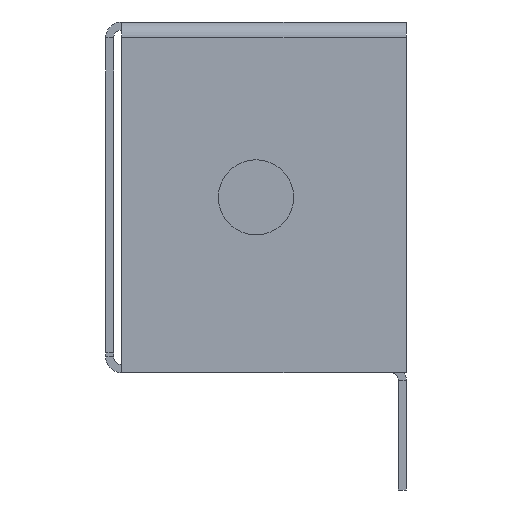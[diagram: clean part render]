
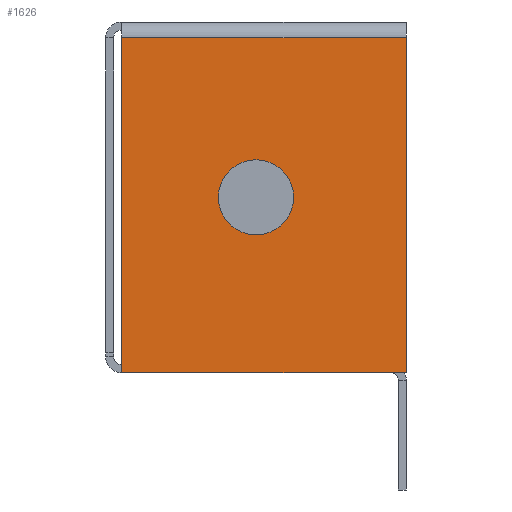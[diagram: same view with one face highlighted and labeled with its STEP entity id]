
A CAD part, left-side view. The second image highlights one B-rep face of the part: STEP entity #1626.
In plain terms, the highlighted planar face has unit normal (-1, 0, 0).
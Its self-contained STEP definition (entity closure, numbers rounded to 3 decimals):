
#40=PLANE('',#1747);
#139=LINE('',#2521,#283);
#144=LINE('',#2534,#288);
#151=LINE('',#2552,#295);
#153=LINE('',#2555,#297);
#283=VECTOR('',#2012,56.825);
#288=VECTOR('',#2023,66.825);
#295=VECTOR('',#2042,66.825);
#297=VECTOR('',#2046,56.825);
#380=FACE_BOUND('',#574,.T.);
#381=FACE_BOUND('',#575,.T.);
#574=EDGE_LOOP('',(#1271));
#575=EDGE_LOOP('',(#1272,#1273,#1274,#1275));
#711=CIRCLE('',#1731,7.5);
#811=VERTEX_POINT('',#2480);
#828=VERTEX_POINT('',#2519);
#829=VERTEX_POINT('',#2520);
#834=VERTEX_POINT('',#2532);
#839=VERTEX_POINT('',#2551);
#968=EDGE_CURVE('',#811,#811,#711,.T.);
#985=EDGE_CURVE('',#828,#829,#139,.T.);
#992=EDGE_CURVE('',#834,#829,#144,.T.);
#1001=EDGE_CURVE('',#828,#839,#151,.T.);
#1003=EDGE_CURVE('',#839,#834,#153,.T.);
#1271=ORIENTED_EDGE('',*,*,#968,.T.);
#1272=ORIENTED_EDGE('',*,*,#985,.T.);
#1273=ORIENTED_EDGE('',*,*,#992,.F.);
#1274=ORIENTED_EDGE('',*,*,#1003,.F.);
#1275=ORIENTED_EDGE('',*,*,#1001,.F.);
#1626=ADVANCED_FACE('',(#380,#381),#40,.T.);
#1731=AXIS2_PLACEMENT_3D('',#2481,#1984,#1985);
#1747=AXIS2_PLACEMENT_3D('',#2556,#2047,#2048);
#1984=DIRECTION('center_axis',(1.,0.,0.));
#1985=DIRECTION('ref_axis',(0.,0.,
-1.));
#2012=DIRECTION('',(0.,1.,0.));
#2023=DIRECTION('',(0.,0.,1.));
#2042=DIRECTION('',(0.,0.,-1.));
#2046=DIRECTION('',(0.,1.,0.));
#2047=DIRECTION('center_axis',(-1.,0.,0.));
#2048=DIRECTION('ref_axis',(0.,0.,
1.));
#2480=CARTESIAN_POINT('',(-165.,-28.413,7.5));
#2481=CARTESIAN_POINT('Origin',(-165.,-28.413,0.));
#2519=CARTESIAN_POINT('',(-165.,-58.413,31.825));
#2520=CARTESIAN_POINT('',(-165.,-1.588,31.825));
#2521=CARTESIAN_POINT('',(-165.,-30.,31.825));
#2532=CARTESIAN_POINT('',(-165.,-1.587,-35.));
#2534=CARTESIAN_POINT('',(-165.,-1.588,39.007));
#2551=CARTESIAN_POINT('',(-165.,-58.412,-35.));
#2552=CARTESIAN_POINT('',(-165.,-58.413,31.825));
#2555=CARTESIAN_POINT('',(-165.,-58.412,-35.));
#2556=CARTESIAN_POINT('Origin',(-165.,-30.,0.208));
